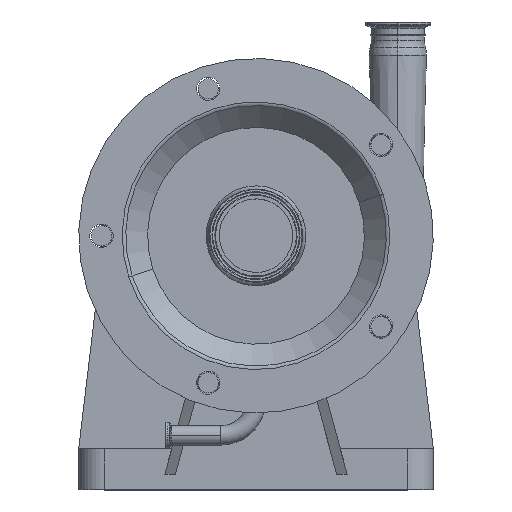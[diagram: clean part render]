
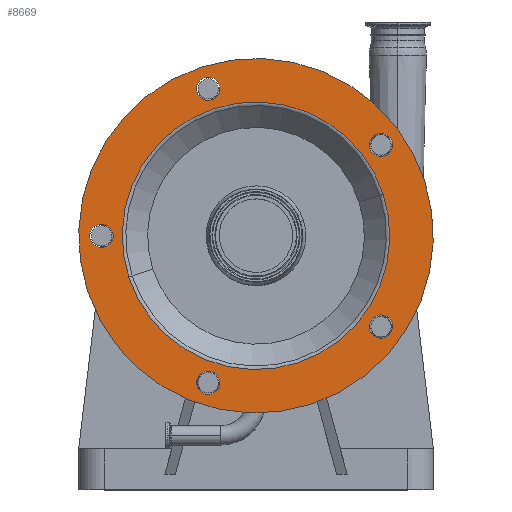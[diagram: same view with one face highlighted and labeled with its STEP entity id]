
A CAD part, top view. The second image highlights one B-rep face of the part: STEP entity #8669.
In plain terms, the highlighted planar face has unit normal (0, 0, 1).
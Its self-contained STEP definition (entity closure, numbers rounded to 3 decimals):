
#34 = CIRCLE ( 'NONE', #7510, 11.5 ) ;
#167 = CARTESIAN_POINT ( 'NONE',  ( -166.435, -54.078, 289.5 ) ) ;
#425 = VERTEX_POINT ( 'NONE', #6092 ) ;
#626 = CIRCLE ( 'NONE', #9159, 11.5 ) ;
#630 = DIRECTION ( 'NONE',  ( 0., 0., 1. ) ) ;
#853 = DIRECTION ( 'NONE',  ( -0.951, -0.309, 0. ) ) ;
#976 = DIRECTION ( 'NONE',  ( -0.951, -0.309, 0. ) ) ;
#1085 = DIRECTION ( 'NONE',  ( 0.951, 0.309, 0. ) ) ;
#1163 = CIRCLE ( 'NONE', #10654, 11.5 ) ;
#1277 = VERTEX_POINT ( 'NONE', #4319 ) ;
#1310 = CARTESIAN_POINT ( 'NONE',  ( -152.5, 0., 289.5 ) ) ;
#1572 = VERTEX_POINT ( 'NONE', #2785 ) ;
#1745 = CARTESIAN_POINT ( 'NONE',  ( -152.5, 0., 289.5 ) ) ;
#1831 = FACE_BOUND ( 'NONE', #12086, .T. ) ;
#1835 = FACE_OUTER_BOUND ( 'NONE', #12393, .T. ) ;
#1848 = FACE_BOUND ( 'NONE', #12938, .T. ) ;
#1874 = VERTEX_POINT ( 'NONE', #7513 ) ;
#1895 = AXIS2_PLACEMENT_3D ( 'NONE', #5015, #12539, #6151 ) ;
#1897 = FACE_BOUND ( 'NONE', #14029, .T. ) ;
#2024 = FACE_BOUND ( 'NONE', #13702, .T. ) ;
#2036 = FACE_BOUND ( 'NONE', #13568, .T. ) ;
#2079 = FACE_BOUND ( 'NONE', #13852, .T. ) ;
#2119 = CIRCLE ( 'NONE', #14478, 11.5 ) ;
#2216 = CIRCLE ( 'NONE', #11270, 132.071 ) ;
#2291 = AXIS2_PLACEMENT_3D ( 'NONE', #10138, #3503, #11183 ) ;
#2310 = VERTEX_POINT ( 'NONE', #11828 ) ;
#2333 = AXIS2_PLACEMENT_3D ( 'NONE', #14408, #7981, #1085 ) ;
#2427 = CIRCLE ( 'NONE', #8955, 175. ) ;
#2530 = DIRECTION ( 'NONE',  ( 0.951, 0.309, 0. ) ) ;
#2563 = VERTEX_POINT ( 'NONE', #5941 ) ;
#2573 = CARTESIAN_POINT ( 'NONE',  ( 134.312, -86.084, 289.5 ) ) ;
#2758 = CIRCLE ( 'NONE', #11795, 11.5 ) ;
#2785 = CARTESIAN_POINT ( 'NONE',  ( 166.435, 54.078, 289.5 ) ) ;
#2887 = DIRECTION ( 'NONE',  ( 0., 0., 1. ) ) ;
#2939 = DIRECTION ( 'NONE',  ( 0.951, 0.309, 0. ) ) ;
#3126 = EDGE_CURVE ( 'NONE', #12377, #2310, #4395, .T. ) ;
#3130 = EDGE_CURVE ( 'NONE', #4701, #5451, #4345, .T. ) ;
#3253 = EDGE_CURVE ( 'NONE', #4893, #1874, #4147, .T. ) ;
#3503 = DIRECTION ( 'NONE',  ( 0., 0., 1. ) ) ;
#3648 = DIRECTION ( 'NONE',  ( 0., 0., 1. ) ) ;
#4105 = EDGE_CURVE ( 'NONE', #2563, #425, #2758, .T. ) ;
#4147 = CIRCLE ( 'NONE', #1895, 11.5 ) ;
#4319 = CARTESIAN_POINT ( 'NONE',  ( -58.062, -148.59, 289.5 ) ) ;
#4345 = CIRCLE ( 'NONE', #2291, 11.5 ) ;
#4395 = CIRCLE ( 'NONE', #2333, 11.5 ) ;
#4414 = EDGE_CURVE ( 'NONE', #1874, #4893, #2119, .T. ) ;
#4532 = VERTEX_POINT ( 'NONE', #9450 ) ;
#4701 = VERTEX_POINT ( 'NONE', #12228 ) ;
#4875 = DIRECTION ( 'NONE',  ( 0., 0., 1. ) ) ;
#4893 = VERTEX_POINT ( 'NONE', #12617 ) ;
#4988 = EDGE_CURVE ( 'NONE', #5451, #4701, #1163, .T. ) ;
#5015 = CARTESIAN_POINT ( 'NONE',  ( -47.125, 145.036, 289.5 ) ) ;
#5040 = CARTESIAN_POINT ( 'NONE',  ( -47.125, -145.036, 289.5 ) ) ;
#5224 = AXIS2_PLACEMENT_3D ( 'NONE', #12862, #6458, #13970 ) ;
#5372 = EDGE_CURVE ( 'NONE', #2310, #12377, #626, .T. ) ;
#5451 = VERTEX_POINT ( 'NONE', #10372 ) ;
#5466 = ORIENTED_EDGE ( 'NONE', *, *, #7667, .F. ) ;
#5491 = ORIENTED_EDGE ( 'NONE', *, *, #4105, .F. ) ;
#5533 = ORIENTED_EDGE ( 'NONE', *, *, #7688, .F. ) ;
#5613 = ORIENTED_EDGE ( 'NONE', *, *, #5653, .F. ) ;
#5653 = EDGE_CURVE ( 'NONE', #1277, #4532, #34, .T. ) ;
#5681 = ORIENTED_EDGE ( 'NONE', *, *, #3126, .F. ) ;
#5776 = ORIENTED_EDGE ( 'NONE', *, *, #5372, .F. ) ;
#5793 = ORIENTED_EDGE ( 'NONE', *, *, #3130, .F. ) ;
#5837 = ORIENTED_EDGE ( 'NONE', *, *, #4988, .F. ) ;
#5850 = ORIENTED_EDGE ( 'NONE', *, *, #8641, .T. ) ;
#5941 = CARTESIAN_POINT ( 'NONE',  ( -163.437, -3.554, 289.5 ) ) ;
#5970 = ORIENTED_EDGE ( 'NONE', *, *, #13959, .T. ) ;
#6008 = ORIENTED_EDGE ( 'NONE', *, *, #6142, .F. ) ;
#6022 = ORIENTED_EDGE ( 'NONE', *, *, #9476, .F. ) ;
#6035 = ORIENTED_EDGE ( 'NONE', *, *, #3253, .F. ) ;
#6092 = CARTESIAN_POINT ( 'NONE',  ( -141.563, 3.554, 289.5 ) ) ;
#6137 = CIRCLE ( 'NONE', #13489, 11.5 ) ;
#6142 = EDGE_CURVE ( 'NONE', #12353, #1572, #12441, .T. ) ;
#6151 = DIRECTION ( 'NONE',  ( 0.951, 0.309, 0. ) ) ;
#6169 = DIRECTION ( 'NONE',  ( 0.951, 0.309, 0. ) ) ;
#6252 = CIRCLE ( 'NONE', #13623, 11.5 ) ;
#6458 = DIRECTION ( 'NONE',  ( 0., 0., -1. ) ) ;
#6579 = DIRECTION ( 'NONE',  ( 0., 0., -1. ) ) ;
#6849 = PLANE ( 'NONE',  #10975 ) ;
#6892 = ORIENTED_EDGE ( 'NONE', *, *, #4414, .F. ) ;
#7108 = VERTEX_POINT ( 'NONE', #13381 ) ;
#7510 = AXIS2_PLACEMENT_3D ( 'NONE', #7557, #630, #8636 ) ;
#7513 = CARTESIAN_POINT ( 'NONE',  ( -58.062, 141.482, 289.5 ) ) ;
#7557 = CARTESIAN_POINT ( 'NONE',  ( -47.125, -145.036, 289.5 ) ) ;
#7667 = EDGE_CURVE ( 'NONE', #425, #2563, #6252, .T. ) ;
#7688 = EDGE_CURVE ( 'NONE', #4532, #1277, #6137, .T. ) ;
#7753 = DIRECTION ( 'NONE',  ( 0., 0., -1. ) ) ;
#7867 = DIRECTION ( 'NONE',  ( 0., 0., -1. ) ) ;
#7916 = DIRECTION ( 'NONE',  ( -0.951, -0.309, 0. ) ) ;
#7981 = DIRECTION ( 'NONE',  ( 0., 0., 1. ) ) ;
#8636 = DIRECTION ( 'NONE',  ( 0.951, 0.309, 0. ) ) ;
#8641 = EDGE_CURVE ( 'NONE', #7108, #9540, #2216, .T. ) ;
#8669 = ADVANCED_FACE ( 'NONE', ( #2079, #1848, #2024, #2036, #1897, #1835, #1831 ), #6849, .F. ) ;
#8953 = DIRECTION ( 'NONE',  ( 0., 0., -1. ) ) ;
#8955 = AXIS2_PLACEMENT_3D ( 'NONE', #14190, #7753, #853 ) ;
#9159 = AXIS2_PLACEMENT_3D ( 'NONE', #11328, #4875, #12406 ) ;
#9245 = DIRECTION ( 'NONE',  ( 0., 0., 1. ) ) ;
#9450 = CARTESIAN_POINT ( 'NONE',  ( -36.188, -141.482, 289.5 ) ) ;
#9476 = EDGE_CURVE ( 'NONE', #1572, #12353, #2427, .T. ) ;
#9540 = VERTEX_POINT ( 'NONE', #13172 ) ;
#9580 = CARTESIAN_POINT ( 'NONE',  ( 123.375, 89.637, 289.5 ) ) ;
#9630 = DIRECTION ( 'NONE',  ( 0., 0., 1. ) ) ;
#10138 = CARTESIAN_POINT ( 'NONE',  ( 123.375, 89.637, 289.5 ) ) ;
#10264 = CARTESIAN_POINT ( 'NONE',  ( -47.125, 145.036, 289.5 ) ) ;
#10372 = CARTESIAN_POINT ( 'NONE',  ( 112.438, 86.084, 289.5 ) ) ;
#10654 = AXIS2_PLACEMENT_3D ( 'NONE', #9580, #2887, #10658 ) ;
#10658 = DIRECTION ( 'NONE',  ( 0.951, 0.309, 0. ) ) ;
#10692 = AXIS2_PLACEMENT_3D ( 'NONE', #12994, #6579, #14091 ) ;
#10975 = AXIS2_PLACEMENT_3D ( 'NONE', #12144, #8953, #7916 ) ;
#11183 = DIRECTION ( 'NONE',  ( 0.951, 0.309, 0. ) ) ;
#11270 = AXIS2_PLACEMENT_3D ( 'NONE', #14309, #7867, #976 ) ;
#11310 = DIRECTION ( 'NONE',  ( 0.951, 0.309, 0. ) ) ;
#11328 = CARTESIAN_POINT ( 'NONE',  ( 123.375, -89.637, 289.5 ) ) ;
#11795 = AXIS2_PLACEMENT_3D ( 'NONE', #1745, #9630, #2939 ) ;
#11828 = CARTESIAN_POINT ( 'NONE',  ( 112.438, -93.191, 289.5 ) ) ;
#12086 = EDGE_LOOP ( 'NONE', ( #6035, #6892 ) ) ;
#12144 = CARTESIAN_POINT ( 'NONE',  ( -54.078, 166.435, 289.5 ) ) ;
#12228 = CARTESIAN_POINT ( 'NONE',  ( 134.312, 93.191, 289.5 ) ) ;
#12353 = VERTEX_POINT ( 'NONE', #167 ) ;
#12377 = VERTEX_POINT ( 'NONE', #2573 ) ;
#12393 = EDGE_LOOP ( 'NONE', ( #6008, #6022 ) ) ;
#12406 = DIRECTION ( 'NONE',  ( 0.951, 0.309, 0. ) ) ;
#12441 = CIRCLE ( 'NONE', #5224, 175. ) ;
#12539 = DIRECTION ( 'NONE',  ( 0., 0., 1. ) ) ;
#12560 = DIRECTION ( 'NONE',  ( 0., 0., 1. ) ) ;
#12617 = CARTESIAN_POINT ( 'NONE',  ( -36.188, 148.59, 289.5 ) ) ;
#12862 = CARTESIAN_POINT ( 'NONE',  ( 0., 0., 289.5 ) ) ;
#12938 = EDGE_LOOP ( 'NONE', ( #5533, #5613 ) ) ;
#12994 = CARTESIAN_POINT ( 'NONE',  ( 0., 0., 289.5 ) ) ;
#13172 = CARTESIAN_POINT ( 'NONE',  ( 125.607, 40.812, 289.5 ) ) ;
#13381 = CARTESIAN_POINT ( 'NONE',  ( -125.607, -40.812, 289.5 ) ) ;
#13489 = AXIS2_PLACEMENT_3D ( 'NONE', #5040, #12560, #6169 ) ;
#13568 = EDGE_LOOP ( 'NONE', ( #5793, #5837 ) ) ;
#13623 = AXIS2_PLACEMENT_3D ( 'NONE', #1310, #9245, #2530 ) ;
#13702 = EDGE_LOOP ( 'NONE', ( #5681, #5776 ) ) ;
#13850 = CIRCLE ( 'NONE', #10692, 132.071 ) ;
#13852 = EDGE_LOOP ( 'NONE', ( #5466, #5491 ) ) ;
#13959 = EDGE_CURVE ( 'NONE', #9540, #7108, #13850, .T. ) ;
#13970 = DIRECTION ( 'NONE',  ( -0.951, -0.309, 0. ) ) ;
#14029 = EDGE_LOOP ( 'NONE', ( #5850, #5970 ) ) ;
#14091 = DIRECTION ( 'NONE',  ( -0.951, -0.309, 0. ) ) ;
#14190 = CARTESIAN_POINT ( 'NONE',  ( 0., 0., 289.5 ) ) ;
#14309 = CARTESIAN_POINT ( 'NONE',  ( 0., 0., 289.5 ) ) ;
#14408 = CARTESIAN_POINT ( 'NONE',  ( 123.375, -89.637, 289.5 ) ) ;
#14478 = AXIS2_PLACEMENT_3D ( 'NONE', #10264, #3648, #11310 ) ;
